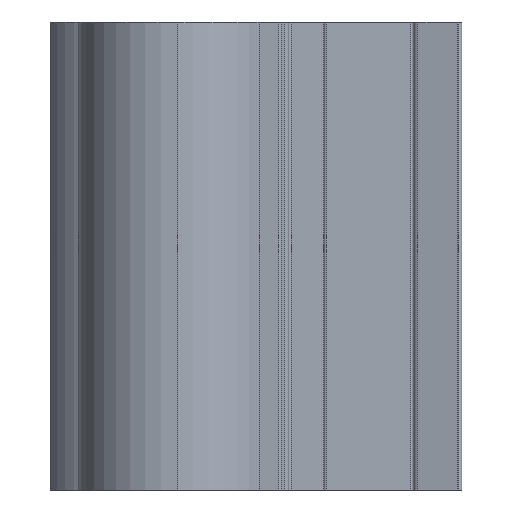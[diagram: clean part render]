
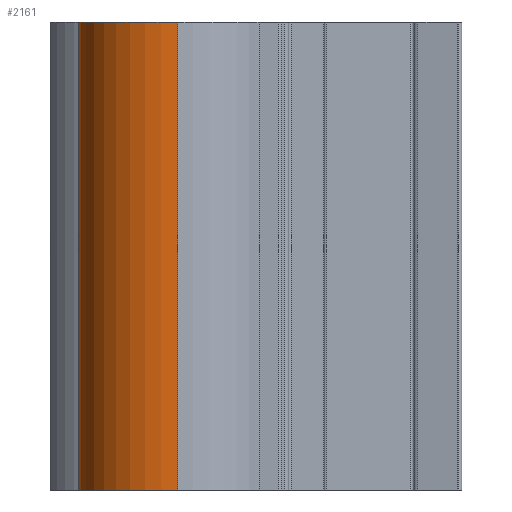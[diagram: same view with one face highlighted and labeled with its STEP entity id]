
A CAD part, left-side view. The second image highlights one B-rep face of the part: STEP entity #2161.
In plain terms, the highlighted cylindrical face has radius 5.397 mm (diameter 10.795 mm), a partial arc.
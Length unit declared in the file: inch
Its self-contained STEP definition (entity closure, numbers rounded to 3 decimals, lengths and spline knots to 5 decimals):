
#68 = VERTEX_POINT ( 'NONE', #1948 ) ;
#85 = EDGE_CURVE ( 'NONE', #68, #1241, #1848, .T. ) ;
#140 = AXIS2_PLACEMENT_3D ( 'NONE', #1766, #1240, #374 ) ;
#169 = EDGE_CURVE ( 'NONE', #455, #1241, #1013, .T. ) ;
#199 = CARTESIAN_POINT ( 'NONE',  ( -0.2125, 0., 1. ) ) ;
#207 = CARTESIAN_POINT ( 'NONE',  ( -0.2125, 0., 1. ) ) ;
#237 = DIRECTION ( 'NONE',  ( -1., 0., 0. ) ) ;
#265 = ORIENTED_EDGE ( 'NONE', *, *, #815, .F. ) ;
#315 = DIRECTION ( 'NONE',  ( 1., 0., 0. ) ) ;
#374 = DIRECTION ( 'NONE',  ( 1., 0., 0. ) ) ;
#413 = CYLINDRICAL_SURFACE ( 'NONE', #755, 0.2125 ) ;
#448 = LINE ( 'NONE', #820, #699 ) ;
#455 = VERTEX_POINT ( 'NONE', #207 ) ;
#469 = ORIENTED_EDGE ( 'NONE', *, *, #85, .T. ) ;
#521 = EDGE_LOOP ( 'NONE', ( #2082, #265, #709, #469 ) ) ;
#699 = VECTOR ( 'NONE', #1535, 39.37008 ) ;
#709 = ORIENTED_EDGE ( 'NONE', *, *, #1062, .T. ) ;
#742 = CIRCLE ( 'NONE', #1035, 0.2125 ) ;
#755 = AXIS2_PLACEMENT_3D ( 'NONE', #2043, #1838, #237 ) ;
#807 = VECTOR ( 'NONE', #1281, 39.37008 ) ;
#815 = EDGE_CURVE ( 'NONE', #1763, #455, #742, .T. ) ;
#820 = CARTESIAN_POINT ( 'NONE',  ( 0.08593, 0.19435, 1. ) ) ;
#838 = CARTESIAN_POINT ( 'NONE',  ( 0., 0., 1. ) ) ;
#1013 = LINE ( 'NONE', #199, #807 ) ;
#1035 = AXIS2_PLACEMENT_3D ( 'NONE', #838, #2260, #315 ) ;
#1062 = EDGE_CURVE ( 'NONE', #1763, #68, #448, .T. ) ;
#1240 = DIRECTION ( 'NONE',  ( 0., 0., 1. ) ) ;
#1241 = VERTEX_POINT ( 'NONE', #1628 ) ;
#1281 = DIRECTION ( 'NONE',  ( 0., 0., -1. ) ) ;
#1535 = DIRECTION ( 'NONE',  ( 0., 0., -1. ) ) ;
#1628 = CARTESIAN_POINT ( 'NONE',  ( -0.2125, 0., 0. ) ) ;
#1667 = FACE_OUTER_BOUND ( 'NONE', #521, .T. ) ;
#1763 = VERTEX_POINT ( 'NONE', #2265 ) ;
#1766 = CARTESIAN_POINT ( 'NONE',  ( 0., 0., 0. ) ) ;
#1838 = DIRECTION ( 'NONE',  ( 0., 0., -1. ) ) ;
#1848 = CIRCLE ( 'NONE', #140, 0.2125 ) ;
#1948 = CARTESIAN_POINT ( 'NONE',  ( 0.08593, 0.19435, 0. ) ) ;
#2043 = CARTESIAN_POINT ( 'NONE',  ( 0., 0., 1. ) ) ;
#2082 = ORIENTED_EDGE ( 'NONE', *, *, #169, .F. ) ;
#2161 = ADVANCED_FACE ( 'NONE', ( #1667 ), #413, .T. ) ;
#2260 = DIRECTION ( 'NONE',  ( 0., 0., 1. ) ) ;
#2265 = CARTESIAN_POINT ( 'NONE',  ( 0.08593, 0.19435, 1. ) ) ;
